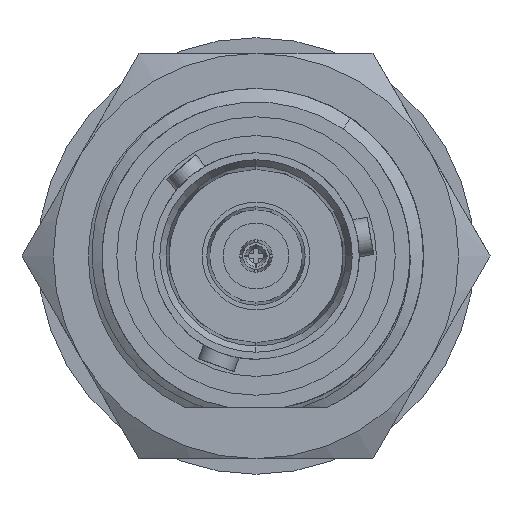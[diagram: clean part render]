
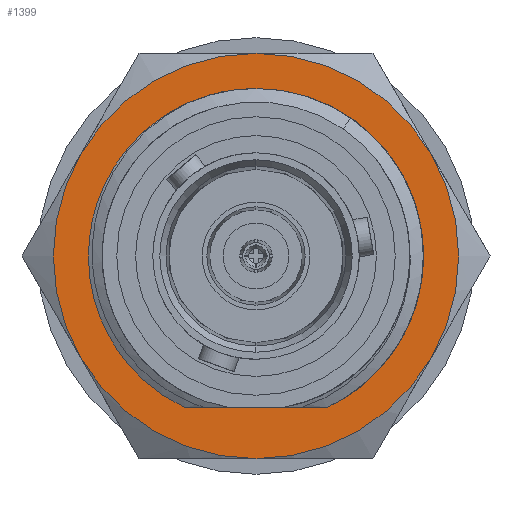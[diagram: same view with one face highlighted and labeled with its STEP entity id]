
A CAD part, left-side view. The second image highlights one B-rep face of the part: STEP entity #1399.
In plain terms, the highlighted face is planar.
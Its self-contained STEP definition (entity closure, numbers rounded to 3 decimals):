
#109 = ORIENTED_EDGE ( 'NONE', *, *, #7673, .F. ) ;
#688 = DIRECTION ( 'NONE',  ( -1., 0., 0. ) ) ;
#707 = AXIS2_PLACEMENT_3D ( 'NONE', #13765, #20747, #17093 ) ;
#1115 = CARTESIAN_POINT ( 'NONE',  ( 1.25, -0.052, -7.117 ) ) ;
#1399 = ADVANCED_FACE ( 'NONE', ( #7504, #21283 ), #2045, .T. ) ;
#1494 = ORIENTED_EDGE ( 'NONE', *, *, #18359, .F. ) ;
#2000 = DIRECTION ( 'NONE',  ( -1., 0., 0. ) ) ;
#2045 = PLANE ( 'NONE',  #7585 ) ;
#2163 = DIRECTION ( 'NONE',  ( 0., 0., -1. ) ) ;
#2318 = VERTEX_POINT ( 'NONE', #13785 ) ;
#2569 = AXIS2_PLACEMENT_3D ( 'NONE', #7123, #2000, #20999 ) ;
#2689 = CARTESIAN_POINT ( 'NONE',  ( 1.25, -8.249, -4.763 ) ) ;
#2705 = VERTEX_POINT ( 'NONE', #2689 ) ;
#2717 = CARTESIAN_POINT ( 'NONE',  ( 1.25, 1.547, -6.962 ) ) ;
#3172 = EDGE_CURVE ( 'NONE', #10458, #7006, #18494, .T. ) ;
#3477 = VERTEX_POINT ( 'NONE', #14231 ) ;
#3886 = CARTESIAN_POINT ( 'NONE',  ( 1.25, 0., 0. ) ) ;
#3996 = DIRECTION ( 'NONE',  ( 1., 0., 0. ) ) ;
#4151 = DIRECTION ( 'NONE',  ( -1., 0., 0. ) ) ;
#4201 = EDGE_CURVE ( 'NONE', #18767, #9441, #13395, .T. ) ;
#4429 = CARTESIAN_POINT ( 'NONE',  ( 1.25, 1.022, -7.059 ) ) ;
#4738 = B_SPLINE_CURVE_WITH_KNOTS ( 'NONE', 3,
 ( #15567, #15104, #13359, #2717, #4429, #11556, #1115, #9625, #19889, #6022, #18168, #6126 ),
 .UNSPECIFIED., .F., .F.,
 ( 4, 2, 2, 2, 2, 4 ),
 ( 0., 0.002, 0.003, 0.004, 0.005, 0.006 ),
 .UNSPECIFIED. ) ;
#5397 = CARTESIAN_POINT ( 'NONE',  ( 1.25, 0., 9.525 ) ) ;
#5646 = CIRCLE ( 'NONE', #9590, 7.112 ) ;
#5739 = CARTESIAN_POINT ( 'NONE',  ( 1.25, 0., 0. ) ) ;
#5959 = DIRECTION ( 'NONE',  ( 0., 0., 1. ) ) ;
#6022 = CARTESIAN_POINT ( 'NONE',  ( 1.25, -1.636, -6.942 ) ) ;
#6126 = CARTESIAN_POINT ( 'NONE',  ( 1.25, -2.658, -6.596 ) ) ;
#6167 = ORIENTED_EDGE ( 'NONE', *, *, #12461, .T. ) ;
#6590 = CARTESIAN_POINT ( 'NONE',  ( 1.25, 3.539, -6.169 ) ) ;
#6728 = EDGE_CURVE ( 'NONE', #9441, #10458, #6984, .T. ) ;
#6984 = CIRCLE ( 'NONE', #16384, 9.525 ) ;
#7006 = VERTEX_POINT ( 'NONE', #9622 ) ;
#7123 = CARTESIAN_POINT ( 'NONE',  ( 1.25, 0., 0. ) ) ;
#7504 = FACE_BOUND ( 'NONE', #13997, .T. ) ;
#7585 = AXIS2_PLACEMENT_3D ( 'NONE', #3886, #3996, #2163 ) ;
#7673 = EDGE_CURVE ( 'NONE', #7006, #2705, #12055, .T. ) ;
#8381 = DIRECTION ( 'NONE',  ( -1., 0., 0. ) ) ;
#8592 = VERTEX_POINT ( 'NONE', #6590 ) ;
#9039 = ORIENTED_EDGE ( 'NONE', *, *, #15329, .T. ) ;
#9441 = VERTEX_POINT ( 'NONE', #9831 ) ;
#9590 = AXIS2_PLACEMENT_3D ( 'NONE', #15765, #8381, #10190 ) ;
#9602 = DIRECTION ( 'NONE',  ( 0., 0., 1. ) ) ;
#9622 = CARTESIAN_POINT ( 'NONE',  ( 1.25, 0., -9.525 ) ) ;
#9625 = CARTESIAN_POINT ( 'NONE',  ( 1.25, -0.584, -7.093 ) ) ;
#9750 = EDGE_CURVE ( 'NONE', #2705, #3477, #21520, .T. ) ;
#9831 = CARTESIAN_POINT ( 'NONE',  ( 1.25, 8.249, 4.762 ) ) ;
#10190 = DIRECTION ( 'NONE',  ( 0., 0., 1. ) ) ;
#10458 = VERTEX_POINT ( 'NONE', #13751 ) ;
#11120 = DIRECTION ( 'NONE',  ( 0., 0., 1. ) ) ;
#11342 = AXIS2_PLACEMENT_3D ( 'NONE', #17965, #688, #11120 ) ;
#11556 = CARTESIAN_POINT ( 'NONE',  ( 1.25, 0.217, -7.114 ) ) ;
#11703 = AXIS2_PLACEMENT_3D ( 'NONE', #18251, #20209, #9602 ) ;
#12055 = CIRCLE ( 'NONE', #11703, 9.525 ) ;
#12461 = EDGE_CURVE ( 'NONE', #2318, #8592, #5646, .T. ) ;
#13057 = ORIENTED_EDGE ( 'NONE', *, *, #4201, .F. ) ;
#13359 = CARTESIAN_POINT ( 'NONE',  ( 1.25, 2.573, -6.652 ) ) ;
#13395 = CIRCLE ( 'NONE', #2569, 9.525 ) ;
#13661 = EDGE_LOOP ( 'NONE', ( #109, #18700, #18106, #13057, #1494, #17326 ) ) ;
#13751 = CARTESIAN_POINT ( 'NONE',  ( 1.25, 8.249, -4.763 ) ) ;
#13765 = CARTESIAN_POINT ( 'NONE',  ( 1.25, 0., 0. ) ) ;
#13785 = CARTESIAN_POINT ( 'NONE',  ( 1.25, -2.658, -6.596 ) ) ;
#13876 = CIRCLE ( 'NONE', #11342, 9.525 ) ;
#13997 = EDGE_LOOP ( 'NONE', ( #9039, #6167 ) ) ;
#14231 = CARTESIAN_POINT ( 'NONE',  ( 1.25, -8.249, 4.762 ) ) ;
#15104 = CARTESIAN_POINT ( 'NONE',  ( 1.25, 3.071, -6.437 ) ) ;
#15329 = EDGE_CURVE ( 'NONE', #8592, #2318, #4738, .T. ) ;
#15567 = CARTESIAN_POINT ( 'NONE',  ( 1.25, 3.539, -6.169 ) ) ;
#15765 = CARTESIAN_POINT ( 'NONE',  ( 1.25, 0., 0. ) ) ;
#15855 = DIRECTION ( 'NONE',  ( 0., 0., 1. ) ) ;
#16384 = AXIS2_PLACEMENT_3D ( 'NONE', #5739, #4151, #5959 ) ;
#17093 = DIRECTION ( 'NONE',  ( 0., 0., 1. ) ) ;
#17326 = ORIENTED_EDGE ( 'NONE', *, *, #9750, .F. ) ;
#17965 = CARTESIAN_POINT ( 'NONE',  ( 1.25, 0., 0. ) ) ;
#18106 = ORIENTED_EDGE ( 'NONE', *, *, #6728, .F. ) ;
#18168 = CARTESIAN_POINT ( 'NONE',  ( 1.25, -2.158, -6.798 ) ) ;
#18251 = CARTESIAN_POINT ( 'NONE',  ( 1.25, 0., 0. ) ) ;
#18359 = EDGE_CURVE ( 'NONE', #3477, #18767, #13876, .T. ) ;
#18494 = CIRCLE ( 'NONE', #707, 9.525 ) ;
#18700 = ORIENTED_EDGE ( 'NONE', *, *, #3172, .F. ) ;
#18767 = VERTEX_POINT ( 'NONE', #5397 ) ;
#18955 = DIRECTION ( 'NONE',  ( -1., 0., 0. ) ) ;
#19889 = CARTESIAN_POINT ( 'NONE',  ( 1.25, -0.848, -7.066 ) ) ;
#20209 = DIRECTION ( 'NONE',  ( -1., 0., 0. ) ) ;
#20747 = DIRECTION ( 'NONE',  ( -1., 0., 0. ) ) ;
#20896 = CARTESIAN_POINT ( 'NONE',  ( 1.25, 0., 0. ) ) ;
#20999 = DIRECTION ( 'NONE',  ( 0., 0., 1. ) ) ;
#21283 = FACE_OUTER_BOUND ( 'NONE', #13661, .T. ) ;
#21520 = CIRCLE ( 'NONE', #22259, 9.525 ) ;
#22259 = AXIS2_PLACEMENT_3D ( 'NONE', #20896, #18955, #15855 ) ;
